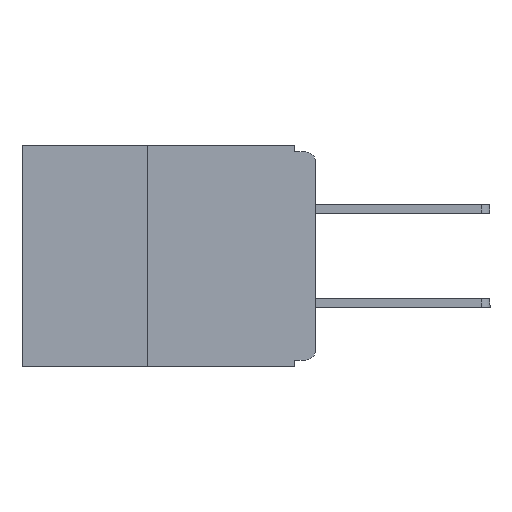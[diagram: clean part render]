
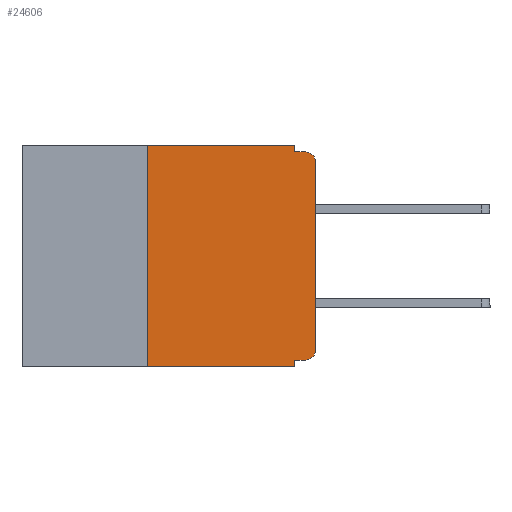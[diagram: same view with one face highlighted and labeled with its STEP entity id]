
A CAD part, left-side view. The second image highlights one B-rep face of the part: STEP entity #24606.
In plain terms, the highlighted planar face has unit normal (-1, 0, 0).
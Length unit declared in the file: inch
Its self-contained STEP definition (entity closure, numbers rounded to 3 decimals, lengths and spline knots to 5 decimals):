
#60 = CARTESIAN_POINT ( 'NONE',  ( 0., 0.031, -0.32 ) ) ;
#208 = LINE ( 'NONE', #21493, #11554 ) ;
#292 = DIRECTION ( 'NONE',  ( 0., 0., -1. ) ) ;
#309 = EDGE_CURVE ( 'NONE', #16897, #27745, #15773, .T. ) ;
#453 = CARTESIAN_POINT ( 'NONE',  ( 0., 0.015, -0.305 ) ) ;
#456 = EDGE_CURVE ( 'NONE', #3834, #27556, #23040, .T. ) ;
#844 = PLANE ( 'NONE',  #18452 ) ;
#1060 = ORIENTED_EDGE ( 'NONE', *, *, #309, .F. ) ;
#1552 = DIRECTION ( 'NONE',  ( 0., 0., -1. ) ) ;
#1773 = CARTESIAN_POINT ( 'NONE',  ( 0., 0.031, -0.01 ) ) ;
#2028 = EDGE_CURVE ( 'NONE', #27745, #6562, #29350, .T. ) ;
#2876 = DIRECTION ( 'NONE',  ( 0., 0., -1. ) ) ;
#3674 = CARTESIAN_POINT ( 'NONE',  ( 0., 0.031, -0.33 ) ) ;
#3834 = VERTEX_POINT ( 'NONE', #11783 ) ;
#4119 = CARTESIAN_POINT ( 'NONE',  ( 0., 0.25, 0. ) ) ;
#4502 = CARTESIAN_POINT ( 'NONE',  ( 0., 0.437, -0.33 ) ) ;
#4522 = VECTOR ( 'NONE', #1552, 39.37008 ) ;
#5647 = CIRCLE ( 'NONE', #20252, 0.015 ) ;
#5691 = CARTESIAN_POINT ( 'NONE',  ( 0., 0.015, -0.32 ) ) ;
#6406 = LINE ( 'NONE', #16799, #24341 ) ;
#6562 = VERTEX_POINT ( 'NONE', #3674 ) ;
#7009 = DIRECTION ( 'NONE',  ( 0., -1., 0. ) ) ;
#7238 = DIRECTION ( 'NONE',  ( 0., 0., 1. ) ) ;
#7389 = ORIENTED_EDGE ( 'NONE', *, *, #15398, .F. ) ;
#7757 = VERTEX_POINT ( 'NONE', #7971 ) ;
#7971 = CARTESIAN_POINT ( 'NONE',  ( 0., 0., -0.025 ) ) ;
#8075 = CARTESIAN_POINT ( 'NONE',  ( 0., 0.437, 0. ) ) ;
#8086 = AXIS2_PLACEMENT_3D ( 'NONE', #453, #17151, #2876 ) ;
#8192 = DIRECTION ( 'NONE',  ( 1., 0., 0. ) ) ;
#8322 = CARTESIAN_POINT ( 'NONE',  ( 0., 0., -0.32 ) ) ;
#8343 = ORIENTED_EDGE ( 'NONE', *, *, #10756, .T. ) ;
#8389 = DIRECTION ( 'NONE',  ( 0., 1., 0. ) ) ;
#9412 = CARTESIAN_POINT ( 'NONE',  ( 0., 0.031, 0. ) ) ;
#9554 = VECTOR ( 'NONE', #8389, 39.37008 ) ;
#9827 = ORIENTED_EDGE ( 'NONE', *, *, #2028, .F. ) ;
#9891 = CARTESIAN_POINT ( 'NONE',  ( 0., 0.25, -0.33 ) ) ;
#10661 = VECTOR ( 'NONE', #18629, 39.37008 ) ;
#10701 = EDGE_CURVE ( 'NONE', #27556, #22924, #6406, .T. ) ;
#10756 = EDGE_CURVE ( 'NONE', #7757, #22924, #5647, .T. ) ;
#11379 = LINE ( 'NONE', #14291, #28364 ) ;
#11554 = VECTOR ( 'NONE', #23780, 39.37008 ) ;
#11783 = CARTESIAN_POINT ( 'NONE',  ( 0., 0.031, 0. ) ) ;
#12020 = DIRECTION ( 'NONE',  ( 0., -1., 0. ) ) ;
#12083 = VECTOR ( 'NONE', #18759, 39.37008 ) ;
#12977 = EDGE_CURVE ( 'NONE', #26468, #27544, #208, .T. ) ;
#14291 = CARTESIAN_POINT ( 'NONE',  ( 0., 0., 0. ) ) ;
#14648 = DIRECTION ( 'NONE',  ( -1., 0., 0. ) ) ;
#15118 = ORIENTED_EDGE ( 'NONE', *, *, #12977, .F. ) ;
#15254 = VERTEX_POINT ( 'NONE', #29591 ) ;
#15398 = EDGE_CURVE ( 'NONE', #27544, #3834, #18265, .T. ) ;
#15504 = EDGE_LOOP ( 'NONE', ( #21925, #8343, #18850, #25275, #7389, #15118, #16269, #9827, #1060, #17207 ) ) ;
#15773 = LINE ( 'NONE', #8322, #9554 ) ;
#15990 = CARTESIAN_POINT ( 'NONE',  ( 0., 0.015, -0.01 ) ) ;
#16269 = ORIENTED_EDGE ( 'NONE', *, *, #18914, .T. ) ;
#16428 = CARTESIAN_POINT ( 'NONE',  ( 0., 0.437, 0. ) ) ;
#16564 = LINE ( 'NONE', #4502, #22027 ) ;
#16799 = CARTESIAN_POINT ( 'NONE',  ( 0., 0., -0.01 ) ) ;
#16897 = VERTEX_POINT ( 'NONE', #5691 ) ;
#17151 = DIRECTION ( 'NONE',  ( -1., 0., 0. ) ) ;
#17207 = ORIENTED_EDGE ( 'NONE', *, *, #26543, .T. ) ;
#17516 = FACE_OUTER_BOUND ( 'NONE', #15504, .T. ) ;
#18265 = LINE ( 'NONE', #16428, #12083 ) ;
#18452 = AXIS2_PLACEMENT_3D ( 'NONE', #8075, #8192, #24485 ) ;
#18629 = DIRECTION ( 'NONE',  ( 0., 0., -1. ) ) ;
#18759 = DIRECTION ( 'NONE',  ( 0., -1., 0. ) ) ;
#18850 = ORIENTED_EDGE ( 'NONE', *, *, #10701, .F. ) ;
#18914 = EDGE_CURVE ( 'NONE', #26468, #6562, #16564, .T. ) ;
#20252 = AXIS2_PLACEMENT_3D ( 'NONE', #28466, #14648, #292 ) ;
#21493 = CARTESIAN_POINT ( 'NONE',  ( 0., 0.25, -0.33 ) ) ;
#21925 = ORIENTED_EDGE ( 'NONE', *, *, #23729, .T. ) ;
#22027 = VECTOR ( 'NONE', #7009, 39.37008 ) ;
#22924 = VERTEX_POINT ( 'NONE', #15990 ) ;
#23040 = LINE ( 'NONE', #9412, #10661 ) ;
#23729 = EDGE_CURVE ( 'NONE', #15254, #7757, #11379, .T. ) ;
#23780 = DIRECTION ( 'NONE',  ( 0., 0., 1. ) ) ;
#24341 = VECTOR ( 'NONE', #12020, 39.37008 ) ;
#24485 = DIRECTION ( 'NONE',  ( 0., 0., -1. ) ) ;
#24606 = ADVANCED_FACE ( 'NONE', ( #17516 ), #844, .F. ) ;
#25275 = ORIENTED_EDGE ( 'NONE', *, *, #456, .F. ) ;
#26468 = VERTEX_POINT ( 'NONE', #9891 ) ;
#26543 = EDGE_CURVE ( 'NONE', #16897, #15254, #27038, .T. ) ;
#26830 = CARTESIAN_POINT ( 'NONE',  ( 0., 0.031, -0.33 ) ) ;
#27038 = CIRCLE ( 'NONE', #8086, 0.015 ) ;
#27544 = VERTEX_POINT ( 'NONE', #4119 ) ;
#27556 = VERTEX_POINT ( 'NONE', #1773 ) ;
#27745 = VERTEX_POINT ( 'NONE', #60 ) ;
#28364 = VECTOR ( 'NONE', #7238, 39.37008 ) ;
#28466 = CARTESIAN_POINT ( 'NONE',  ( 0., 0.015, -0.025 ) ) ;
#29350 = LINE ( 'NONE', #26830, #4522 ) ;
#29591 = CARTESIAN_POINT ( 'NONE',  ( 0., 0., -0.305 ) ) ;
